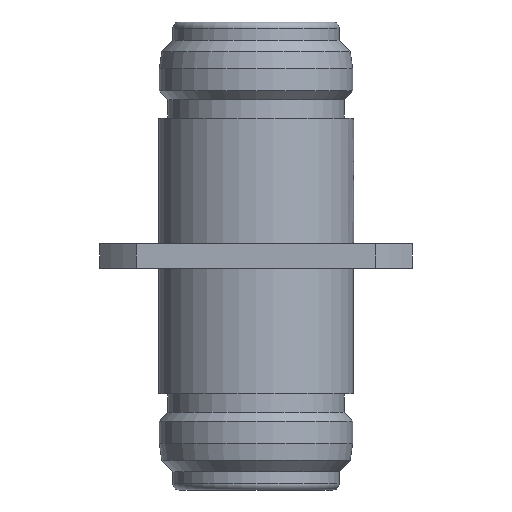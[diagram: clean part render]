
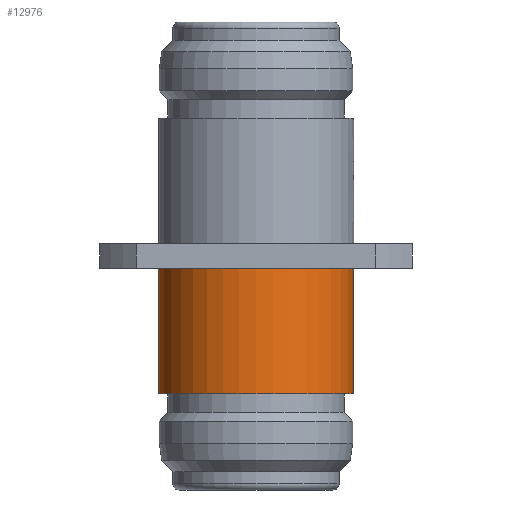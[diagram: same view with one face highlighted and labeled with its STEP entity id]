
A CAD part, front view. The second image highlights one B-rep face of the part: STEP entity #12976.
In plain terms, the highlighted cylindrical face has radius 7.925 mm (diameter 15.85 mm), a partial arc.
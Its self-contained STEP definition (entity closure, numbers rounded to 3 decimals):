
#127 = CIRCLE ( 'NONE', #9256, 7.925 ) ;
#136 = CARTESIAN_POINT ( 'NONE',  ( 7.925, 0., 0. ) ) ;
#1550 = CARTESIAN_POINT ( 'NONE',  ( -7.925, 0., -30.2 ) ) ;
#2287 = VERTEX_POINT ( 'NONE', #11095 ) ;
#2677 = CARTESIAN_POINT ( 'NONE',  ( 7.925, 0., -20. ) ) ;
#3016 = ORIENTED_EDGE ( 'NONE', *, *, #14457, .F. ) ;
#3755 = LINE ( 'NONE', #136, #12382 ) ;
#3921 = DIRECTION ( 'NONE',  ( 0., 0., 1. ) ) ;
#3939 = CYLINDRICAL_SURFACE ( 'NONE', #18494, 7.925 ) ;
#4173 = VERTEX_POINT ( 'NONE', #17203 ) ;
#4487 = EDGE_LOOP ( 'NONE', ( #3016, #18070, #9626, #7200 ) ) ;
#4853 = DIRECTION ( 'NONE',  ( 0., 0., 1. ) ) ;
#5243 = DIRECTION ( 'NONE',  ( 0., 0., 1. ) ) ;
#7002 = CARTESIAN_POINT ( 'NONE',  ( 0., 0., -30.2 ) ) ;
#7200 = ORIENTED_EDGE ( 'NONE', *, *, #15143, .F. ) ;
#8537 = VECTOR ( 'NONE', #5243, 1000. ) ;
#8853 = DIRECTION ( 'NONE',  ( 1., 0., 0. ) ) ;
#9105 = CIRCLE ( 'NONE', #20373, 7.925 ) ;
#9256 = AXIS2_PLACEMENT_3D ( 'NONE', #21633, #10636, #23451 ) ;
#9626 = ORIENTED_EDGE ( 'NONE', *, *, #15879, .T. ) ;
#10636 = DIRECTION ( 'NONE',  ( 0., 0., 1. ) ) ;
#11095 = CARTESIAN_POINT ( 'NONE',  ( -7.925, 0., -20. ) ) ;
#11951 = VERTEX_POINT ( 'NONE', #2677 ) ;
#12382 = VECTOR ( 'NONE', #3921, 1000. ) ;
#12976 = ADVANCED_FACE ( 'NONE', ( #16040 ), #3939, .T. ) ;
#13443 = LINE ( 'NONE', #18062, #8537 ) ;
#14100 = DIRECTION ( 'NONE',  ( 1., 0., 0. ) ) ;
#14457 = EDGE_CURVE ( 'NONE', #22917, #2287, #13443, .T. ) ;
#15143 = EDGE_CURVE ( 'NONE', #2287, #11951, #127, .T. ) ;
#15879 = EDGE_CURVE ( 'NONE', #4173, #11951, #3755, .T. ) ;
#16040 = FACE_OUTER_BOUND ( 'NONE', #4487, .T. ) ;
#17203 = CARTESIAN_POINT ( 'NONE',  ( 7.925, 0., -30.2 ) ) ;
#17741 = CARTESIAN_POINT ( 'NONE',  ( 0., 0., 0. ) ) ;
#18062 = CARTESIAN_POINT ( 'NONE',  ( -7.925, 0., 0. ) ) ;
#18070 = ORIENTED_EDGE ( 'NONE', *, *, #19616, .T. ) ;
#18494 = AXIS2_PLACEMENT_3D ( 'NONE', #17741, #4853, #14100 ) ;
#19616 = EDGE_CURVE ( 'NONE', #22917, #4173, #9105, .T. ) ;
#19901 = DIRECTION ( 'NONE',  ( 0., 0., 1. ) ) ;
#20373 = AXIS2_PLACEMENT_3D ( 'NONE', #7002, #19901, #8853 ) ;
#21633 = CARTESIAN_POINT ( 'NONE',  ( 0., 0., -20. ) ) ;
#22917 = VERTEX_POINT ( 'NONE', #1550 ) ;
#23451 = DIRECTION ( 'NONE',  ( 1., 0., 0. ) ) ;
